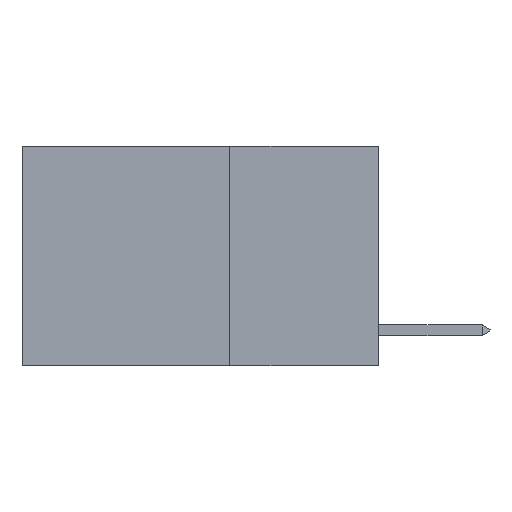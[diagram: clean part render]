
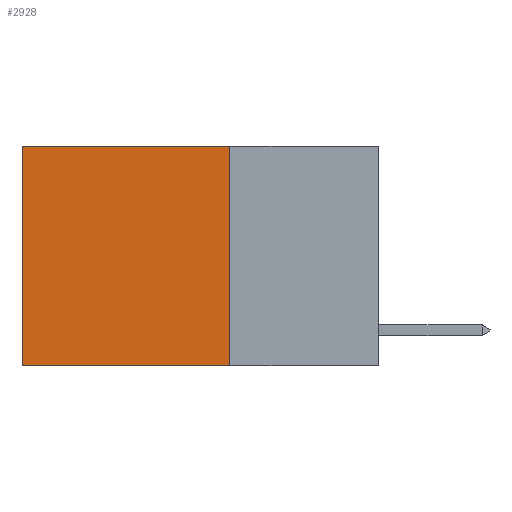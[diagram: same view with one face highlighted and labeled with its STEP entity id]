
A CAD part, left-side view. The second image highlights one B-rep face of the part: STEP entity #2928.
In plain terms, the highlighted planar face has unit normal (-1, 0, 0).
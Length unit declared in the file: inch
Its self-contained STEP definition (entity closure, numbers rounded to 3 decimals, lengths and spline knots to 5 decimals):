
#149 = AXIS2_PLACEMENT_3D ( 'NONE', #9570, #4513, #10401 ) ;
#944 = VECTOR ( 'NONE', #4077, 39.37008 ) ;
#1424 = EDGE_CURVE ( 'NONE', #6051, #10438, #3133, .T. ) ;
#1657 = CARTESIAN_POINT ( 'NONE',  ( 0.2625, 0.25, 0. ) ) ;
#2342 = CARTESIAN_POINT ( 'NONE',  ( 0.2625, 0.25, 0. ) ) ;
#2789 = PLANE ( 'NONE',  #149 ) ;
#2811 = VECTOR ( 'NONE', #10561, 39.37008 ) ;
#2895 = VERTEX_POINT ( 'NONE', #3626 ) ;
#2928 = ADVANCED_FACE ( 'NONE', ( #6481 ), #2789, .F. ) ;
#3133 = LINE ( 'NONE', #2342, #7418 ) ;
#3190 = EDGE_CURVE ( 'NONE', #6051, #9295, #3234, .T. ) ;
#3234 = LINE ( 'NONE', #10825, #9958 ) ;
#3626 = CARTESIAN_POINT ( 'NONE',  ( 0.2625, 0.6, -0.37 ) ) ;
#3897 = EDGE_CURVE ( 'NONE', #10438, #2895, #9558, .T. ) ;
#4070 = DIRECTION ( 'NONE',  ( 0., 0., -1. ) ) ;
#4077 = DIRECTION ( 'NONE',  ( 0., 1., 0. ) ) ;
#4513 = DIRECTION ( 'NONE',  ( 1., 0., 0. ) ) ;
#4770 = ORIENTED_EDGE ( 'NONE', *, *, #7758, .T. ) ;
#4900 = EDGE_LOOP ( 'NONE', ( #4770, #7065, #5039, #9501 ) ) ;
#5039 = ORIENTED_EDGE ( 'NONE', *, *, #1424, .F. ) ;
#5109 = LINE ( 'NONE', #9733, #2811 ) ;
#6051 = VERTEX_POINT ( 'NONE', #1657 ) ;
#6481 = FACE_OUTER_BOUND ( 'NONE', #4900, .T. ) ;
#7065 = ORIENTED_EDGE ( 'NONE', *, *, #3897, .F. ) ;
#7378 = CARTESIAN_POINT ( 'NONE',  ( 0.2625, 0.6, 0. ) ) ;
#7418 = VECTOR ( 'NONE', #4070, 39.37008 ) ;
#7509 = DIRECTION ( 'NONE',  ( 0., 1., 0. ) ) ;
#7758 = EDGE_CURVE ( 'NONE', #9295, #2895, #5109, .T. ) ;
#9295 = VERTEX_POINT ( 'NONE', #7378 ) ;
#9335 = CARTESIAN_POINT ( 'NONE',  ( 0.2625, 0.25, -0.37 ) ) ;
#9501 = ORIENTED_EDGE ( 'NONE', *, *, #3190, .T. ) ;
#9558 = LINE ( 'NONE', #10812, #944 ) ;
#9570 = CARTESIAN_POINT ( 'NONE',  ( 0.2625, 0.25, 0. ) ) ;
#9733 = CARTESIAN_POINT ( 'NONE',  ( 0.2625, 0.6, 0. ) ) ;
#9958 = VECTOR ( 'NONE', #7509, 39.37008 ) ;
#10401 = DIRECTION ( 'NONE',  ( 0., 0., -1. ) ) ;
#10438 = VERTEX_POINT ( 'NONE', #9335 ) ;
#10561 = DIRECTION ( 'NONE',  ( 0., 0., -1. ) ) ;
#10812 = CARTESIAN_POINT ( 'NONE',  ( 0.2625, 0.25, -0.37 ) ) ;
#10825 = CARTESIAN_POINT ( 'NONE',  ( 0.2625, 0.25, 0. ) ) ;
